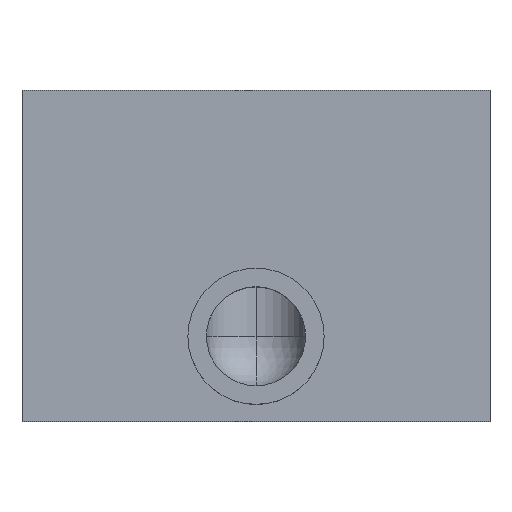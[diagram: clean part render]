
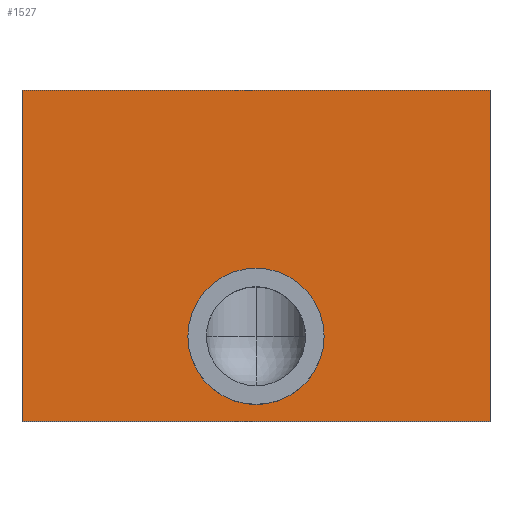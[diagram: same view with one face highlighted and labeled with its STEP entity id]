
A CAD part, top view. The second image highlights one B-rep face of the part: STEP entity #1527.
In plain terms, the highlighted planar face has unit normal (0, 0, 1).
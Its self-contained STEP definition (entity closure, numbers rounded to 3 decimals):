
#37 = LINE ( 'NONE', #283, #146 ) ;
#108 = FACE_BOUND ( 'NONE', #534, .T. ) ;
#146 = VECTOR ( 'NONE', #826, 1000. ) ;
#150 = EDGE_CURVE ( 'NONE', #1735, #1982, #37, .T. ) ;
#204 = DIRECTION ( 'NONE',  ( 0., -1., 0. ) ) ;
#238 = CARTESIAN_POINT ( 'NONE',  ( 10.909, 15.443, 3.835 ) ) ;
#270 = LINE ( 'NONE', #238, #2285 ) ;
#283 = CARTESIAN_POINT ( 'NONE',  ( -10.909, 0., 3.835 ) ) ;
#432 = DIRECTION ( 'NONE',  ( 0., 0., 1. ) ) ;
#534 = EDGE_LOOP ( 'NONE', ( #1491, #2763 ) ) ;
#589 = FACE_OUTER_BOUND ( 'NONE', #3170, .T. ) ;
#796 = LINE ( 'NONE', #2852, #1121 ) ;
#824 = EDGE_CURVE ( 'NONE', #3079, #1012, #796, .T. ) ;
#826 = DIRECTION ( 'NONE',  ( 1., 0., 0. ) ) ;
#828 = AXIS2_PLACEMENT_3D ( 'NONE', #2037, #2258, #2513 ) ;
#908 = EDGE_CURVE ( 'NONE', #1012, #1982, #270, .T. ) ;
#943 = AXIS2_PLACEMENT_3D ( 'NONE', #1531, #432, #1759 ) ;
#1012 = VERTEX_POINT ( 'NONE', #1106 ) ;
#1104 = DIRECTION ( 'NONE',  ( 0., 0., -1. ) ) ;
#1106 = CARTESIAN_POINT ( 'NONE',  ( 10.909, 15.443, 3.835 ) ) ;
#1121 = VECTOR ( 'NONE', #2303, 1000. ) ;
#1266 = VERTEX_POINT ( 'NONE', #3307 ) ;
#1268 = CIRCLE ( 'NONE', #828, 3.175 ) ;
#1371 = AXIS2_PLACEMENT_3D ( 'NONE', #2097, #1104, #1854 ) ;
#1467 = CARTESIAN_POINT ( 'NONE',  ( -10.909, 15.443, 3.835 ) ) ;
#1491 = ORIENTED_EDGE ( 'NONE', *, *, #2359, .F. ) ;
#1496 = CARTESIAN_POINT ( 'NONE',  ( -10.909, 15.443, 3.835 ) ) ;
#1527 = ADVANCED_FACE ( 'NONE', ( #108, #589 ), #2135, .F. ) ;
#1531 = CARTESIAN_POINT ( 'NONE',  ( 0., 3.962, 3.835 ) ) ;
#1635 = VERTEX_POINT ( 'NONE', #1692 ) ;
#1692 = CARTESIAN_POINT ( 'NONE',  ( -3.175, 3.962, 3.835 ) ) ;
#1735 = VERTEX_POINT ( 'NONE', #2490 ) ;
#1748 = ORIENTED_EDGE ( 'NONE', *, *, #150, .T. ) ;
#1759 = DIRECTION ( 'NONE',  ( -1., 0., 0. ) ) ;
#1854 = DIRECTION ( 'NONE',  ( 0., -1., 0. ) ) ;
#1889 = ORIENTED_EDGE ( 'NONE', *, *, #908, .F. ) ;
#1982 = VERTEX_POINT ( 'NONE', #2562 ) ;
#2037 = CARTESIAN_POINT ( 'NONE',  ( 0., 3.962, 3.835 ) ) ;
#2057 = ORIENTED_EDGE ( 'NONE', *, *, #824, .F. ) ;
#2097 = CARTESIAN_POINT ( 'NONE',  ( -10.909, 15.443, 3.835 ) ) ;
#2135 = PLANE ( 'NONE',  #1371 ) ;
#2258 = DIRECTION ( 'NONE',  ( 0., 0., 1. ) ) ;
#2285 = VECTOR ( 'NONE', #3038, 1000. ) ;
#2303 = DIRECTION ( 'NONE',  ( 1., 0., 0. ) ) ;
#2319 = EDGE_CURVE ( 'NONE', #1266, #1635, #1268, .T. ) ;
#2359 = EDGE_CURVE ( 'NONE', #1635, #1266, #3240, .T. ) ;
#2490 = CARTESIAN_POINT ( 'NONE',  ( -10.909, 0., 3.835 ) ) ;
#2513 = DIRECTION ( 'NONE',  ( -1., 0., 0. ) ) ;
#2562 = CARTESIAN_POINT ( 'NONE',  ( 10.909, 0., 3.835 ) ) ;
#2763 = ORIENTED_EDGE ( 'NONE', *, *, #2319, .F. ) ;
#2820 = VECTOR ( 'NONE', #204, 1000. ) ;
#2852 = CARTESIAN_POINT ( 'NONE',  ( -10.909, 15.443, 3.835 ) ) ;
#2985 = LINE ( 'NONE', #1496, #2820 ) ;
#3038 = DIRECTION ( 'NONE',  ( 0., -1., 0. ) ) ;
#3079 = VERTEX_POINT ( 'NONE', #1467 ) ;
#3131 = ORIENTED_EDGE ( 'NONE', *, *, #3179, .T. ) ;
#3170 = EDGE_LOOP ( 'NONE', ( #1748, #1889, #2057, #3131 ) ) ;
#3179 = EDGE_CURVE ( 'NONE', #3079, #1735, #2985, .T. ) ;
#3240 = CIRCLE ( 'NONE', #943, 3.175 ) ;
#3307 = CARTESIAN_POINT ( 'NONE',  ( 3.175, 3.962, 3.835 ) ) ;
